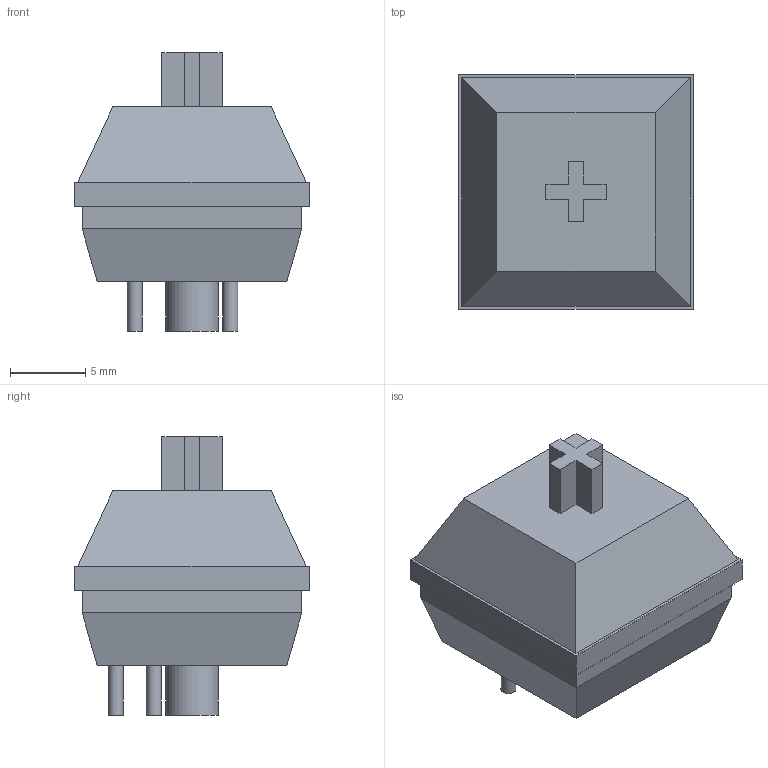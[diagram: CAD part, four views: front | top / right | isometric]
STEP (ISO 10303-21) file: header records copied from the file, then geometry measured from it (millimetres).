
FILE_DESCRIPTION( ( '' ), ' ' );
FILE_NAME( '5a4ae4ed0110c90ced17c7a1.step', '2018-01-02T01:48:30', ( '' ), ( '' ), ' ', ' ', ' ' );
FILE_SCHEMA( ( 'AUTOMOTIVE_DESIGN { 1 0 10303 214 1 1 1 1 }' ) );
Length unit declared in the file: metre
Products named in the file (1): Open CASCADE STEP translator 6.8 1
Bounding box: 15.6 x 15.6 x 18.5 mm (x, y, z)
Volume: 2256.8 mm3; surface area: 1096.4 mm2
Topology: 1 solids, 1 shells, 39 faces, 89 edges, 58 vertices
Faces by surface type: plane 36, cylinder 3
Full cylindrical faces by diameter (mm): 1 x2, 3.5 x1
Entity records: 1820 total; most frequent: CARTESIAN_POINT 184, DIRECTION 172, ORIENTED_EDGE 172, STYLED_ITEM 125, PRESENTATION_STYLE_ASSIGNMENT 125, COLOUR_RGB 125, EDGE_CURVE 86, CURVE_STYLE 86
